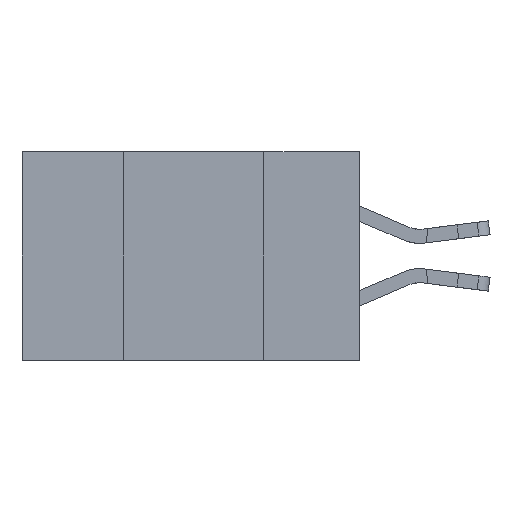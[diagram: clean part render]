
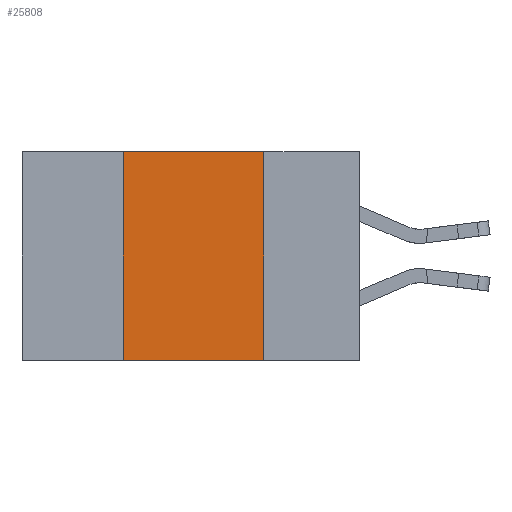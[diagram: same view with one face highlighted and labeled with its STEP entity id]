
A CAD part, left-side view. The second image highlights one B-rep face of the part: STEP entity #25808.
In plain terms, the highlighted planar face has unit normal (-1, 0, 0).
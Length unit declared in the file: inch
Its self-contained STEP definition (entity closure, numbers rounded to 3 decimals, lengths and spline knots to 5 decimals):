
#1813 = CARTESIAN_POINT ( 'NONE',  ( 0., 0.17, 0. ) ) ;
#2147 = DIRECTION ( 'NONE',  ( 0., -1., 0. ) ) ;
#2388 = VERTEX_POINT ( 'NONE', #17076 ) ;
#4355 = DIRECTION ( 'NONE',  ( 0., 0., -1. ) ) ;
#4376 = CARTESIAN_POINT ( 'NONE',  ( 0., 0.42, 0. ) ) ;
#4482 = CARTESIAN_POINT ( 'NONE',  ( 0., 0.6, 0. ) ) ;
#5378 = VERTEX_POINT ( 'NONE', #18944 ) ;
#5709 = ORIENTED_EDGE ( 'NONE', *, *, #21159, .T. ) ;
#7608 = ORIENTED_EDGE ( 'NONE', *, *, #25656, .F. ) ;
#8860 = AXIS2_PLACEMENT_3D ( 'NONE', #9086, #26299, #31144 ) ;
#9086 = CARTESIAN_POINT ( 'NONE',  ( 0., 0.6, 0. ) ) ;
#9365 = VECTOR ( 'NONE', #4355, 39.37008 ) ;
#11700 = LINE ( 'NONE', #13179, #23097 ) ;
#12203 = EDGE_LOOP ( 'NONE', ( #7608, #18444, #16516, #5709 ) ) ;
#13179 = CARTESIAN_POINT ( 'NONE',  ( 0., 0.42, 0. ) ) ;
#14212 = CARTESIAN_POINT ( 'NONE',  ( 0., 0.6, -0.37 ) ) ;
#14999 = EDGE_CURVE ( 'NONE', #21804, #2388, #25288, .T. ) ;
#15752 = LINE ( 'NONE', #1813, #9365 ) ;
#16233 = DIRECTION ( 'NONE',  ( 0., -1., 0. ) ) ;
#16516 = ORIENTED_EDGE ( 'NONE', *, *, #28897, .F. ) ;
#17076 = CARTESIAN_POINT ( 'NONE',  ( 0., 0.17, 0. ) ) ;
#17864 = DIRECTION ( 'NONE',  ( 0., 0., 1. ) ) ;
#18035 = VECTOR ( 'NONE', #2147, 39.37008 ) ;
#18444 = ORIENTED_EDGE ( 'NONE', *, *, #14999, .F. ) ;
#18944 = CARTESIAN_POINT ( 'NONE',  ( 0., 0.42, -0.37 ) ) ;
#20131 = CARTESIAN_POINT ( 'NONE',  ( 0., 0.17, -0.37 ) ) ;
#21159 = EDGE_CURVE ( 'NONE', #5378, #21874, #28419, .T. ) ;
#21804 = VERTEX_POINT ( 'NONE', #4376 ) ;
#21874 = VERTEX_POINT ( 'NONE', #20131 ) ;
#23097 = VECTOR ( 'NONE', #17864, 39.37008 ) ;
#24958 = VECTOR ( 'NONE', #16233, 39.37008 ) ;
#25288 = LINE ( 'NONE', #4482, #18035 ) ;
#25656 = EDGE_CURVE ( 'NONE', #2388, #21874, #15752, .T. ) ;
#25808 = ADVANCED_FACE ( 'NONE', ( #30985 ), #29926, .F. ) ;
#26299 = DIRECTION ( 'NONE',  ( 1., 0., 0. ) ) ;
#28419 = LINE ( 'NONE', #14212, #24958 ) ;
#28897 = EDGE_CURVE ( 'NONE', #5378, #21804, #11700, .T. ) ;
#29926 = PLANE ( 'NONE',  #8860 ) ;
#30985 = FACE_OUTER_BOUND ( 'NONE', #12203, .T. ) ;
#31144 = DIRECTION ( 'NONE',  ( 0., 0., -1. ) ) ;
